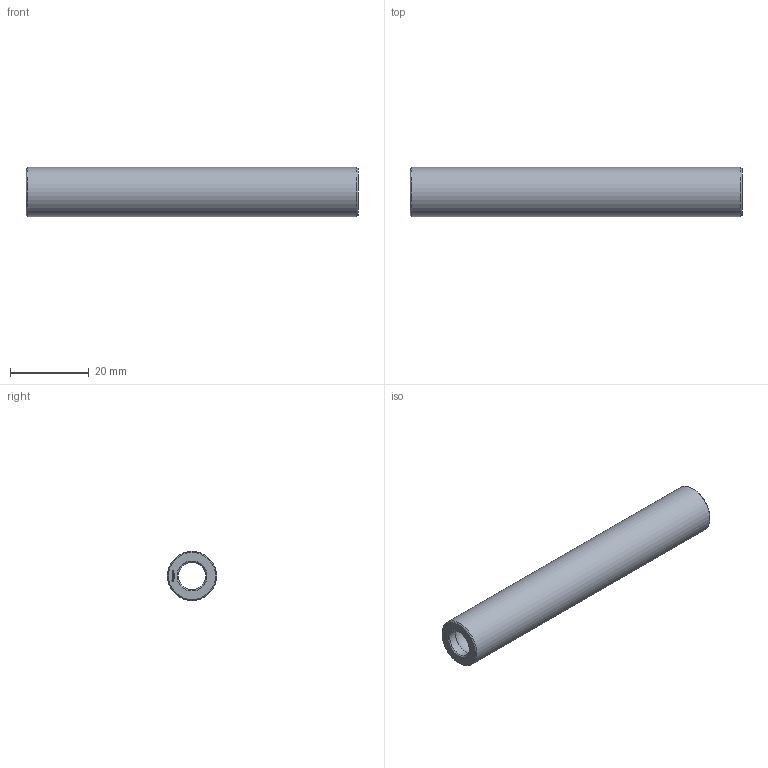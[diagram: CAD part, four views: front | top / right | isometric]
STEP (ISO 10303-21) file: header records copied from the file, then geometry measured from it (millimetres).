
FILE_DESCRIPTION(('FreeCAD Model'),'2;1');
FILE_NAME('Open CASCADE Shape Model','2024-01-02T17:47:06',(''),(''), 'Open CASCADE STEP processor 7.6','FreeCAD','Unknown');
FILE_SCHEMA(('AUTOMOTIVE_DESIGN { 1 0 10303 214 1 1 1 1 }'));
Length unit declared in the file: millimetre
Products named in the file (1): Spacer FRE BU01.00x06.75 - SPN-SPR-0076 (stemfie.org)
Bounding box: 84.38 x 12.5 x 12.5 mm (x, y, z)
Volume: 6401.3 mm3; surface area: 5562.1 mm2
Topology: 1 solids, 1 shells, 518 faces, 1426 edges, 943 vertices
Faces by surface type: plane 303, extrusion 190, cylinder 9, sphere 7, revolution 5, cone 4
Full cylindrical faces by diameter (mm): 7 x8, 12.5 x1
Entity records: 35097 total; most frequent: CARTESIAN_POINT 7657, DIRECTION 4408, VECTOR 3665, LINE 3475, ORIENTED_EDGE 2852, PCURVE 2852, DEFINITIONAL_REPRESENTATION 2852, EDGE_CURVE 1426
